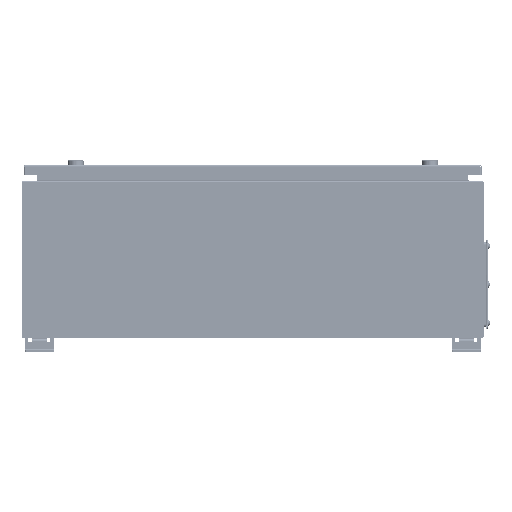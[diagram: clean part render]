
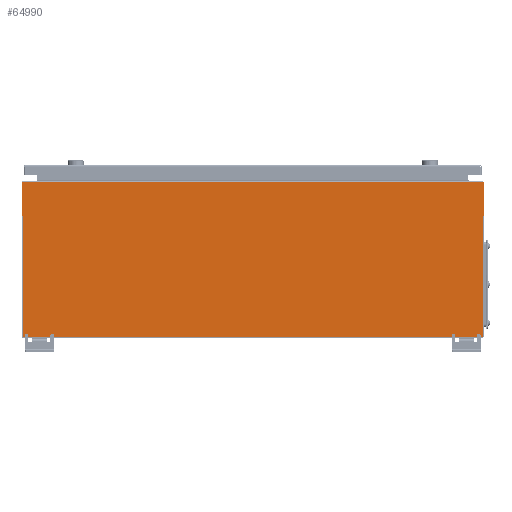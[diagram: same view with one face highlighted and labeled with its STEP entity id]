
A CAD part, left-side view. The second image highlights one B-rep face of the part: STEP entity #64990.
In plain terms, the highlighted planar face has unit normal (-1, 0, 0).
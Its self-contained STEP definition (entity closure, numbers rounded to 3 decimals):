
#197 = DIRECTION ( 'NONE',  ( 0., 1., 0. ) ) ;
#1555 = ORIENTED_EDGE ( 'NONE', *, *, #31429, .F. ) ;
#2869 = VERTEX_POINT ( 'NONE', #17073 ) ;
#4063 = DIRECTION ( 'NONE',  ( 0., 0., 1. ) ) ;
#4103 = EDGE_CURVE ( 'NONE', #65323, #52846, #71036, .T. ) ;
#4134 = CARTESIAN_POINT ( 'NONE',  ( -1.5, -400., -133.5 ) ) ;
#5242 = DIRECTION ( 'NONE',  ( 0., 0., 1. ) ) ;
#5334 = CARTESIAN_POINT ( 'NONE',  ( -1.5, 400., 133.5 ) ) ;
#5968 = ORIENTED_EDGE ( 'NONE', *, *, #57866, .F. ) ;
#7120 = LINE ( 'NONE', #60043, #52257 ) ;
#9138 = FACE_OUTER_BOUND ( 'NONE', #35174, .T. ) ;
#10385 = VECTOR ( 'NONE', #197, 1000. ) ;
#11611 = DIRECTION ( 'NONE',  ( 0., 0., 1. ) ) ;
#16150 = CARTESIAN_POINT ( 'NONE',  ( -1.5, 0., 0. ) ) ;
#17073 = CARTESIAN_POINT ( 'NONE',  ( -1.5, 397., -136.5 ) ) ;
#17360 = CARTESIAN_POINT ( 'NONE',  ( -1.5, -397., -136.5 ) ) ;
#17384 = CARTESIAN_POINT ( 'NONE',  ( -1.5, -400., 133.5 ) ) ;
#19989 = EDGE_CURVE ( 'NONE', #25129, #54586, #56544, .T. ) ;
#22415 = ORIENTED_EDGE ( 'NONE', *, *, #19989, .T. ) ;
#22765 = AXIS2_PLACEMENT_3D ( 'NONE', #38923, #33843, #4063 ) ;
#25129 = VERTEX_POINT ( 'NONE', #17360 ) ;
#26381 = CIRCLE ( 'NONE', #58884, 3. ) ;
#27974 = ORIENTED_EDGE ( 'NONE', *, *, #37551, .T. ) ;
#28769 = LINE ( 'NONE', #46778, #62612 ) ;
#31429 = EDGE_CURVE ( 'NONE', #25129, #2869, #28769, .T. ) ;
#32895 = ORIENTED_EDGE ( 'NONE', *, *, #4103, .T. ) ;
#33843 = DIRECTION ( 'NONE',  ( -1., 0., 0. ) ) ;
#34201 = DIRECTION ( 'NONE',  ( 0., 0., 1. ) ) ;
#34257 = VECTOR ( 'NONE', #11611, 1000. ) ;
#35174 = EDGE_LOOP ( 'NONE', ( #1555, #22415, #36487, #32895, #5968, #27974 ) ) ;
#35414 = DIRECTION ( 'NONE',  ( -1., 0., 0. ) ) ;
#36487 = ORIENTED_EDGE ( 'NONE', *, *, #46055, .F. ) ;
#37551 = EDGE_CURVE ( 'NONE', #58070, #2869, #26381, .T. ) ;
#38923 = CARTESIAN_POINT ( 'NONE',  ( -1.5, -397., -133.5 ) ) ;
#42051 = CARTESIAN_POINT ( 'NONE',  ( -1.5, 397., -133.5 ) ) ;
#46055 = EDGE_CURVE ( 'NONE', #65323, #54586, #7120, .T. ) ;
#46778 = CARTESIAN_POINT ( 'NONE',  ( -1.5, -400., -136.5 ) ) ;
#51110 = AXIS2_PLACEMENT_3D ( 'NONE', #16150, #51370, #34201 ) ;
#51370 = DIRECTION ( 'NONE',  ( -1., 0., 0. ) ) ;
#52257 = VECTOR ( 'NONE', #54889, 1000. ) ;
#52576 = DIRECTION ( 'NONE',  ( 0., 1., 0. ) ) ;
#52592 = CARTESIAN_POINT ( 'NONE',  ( -1.5, 400., -133.5 ) ) ;
#52800 = CARTESIAN_POINT ( 'NONE',  ( -1.5, -400., 133.5 ) ) ;
#52846 = VERTEX_POINT ( 'NONE', #5334 ) ;
#54586 = VERTEX_POINT ( 'NONE', #4134 ) ;
#54889 = DIRECTION ( 'NONE',  ( 0., 0., -1. ) ) ;
#56544 = CIRCLE ( 'NONE', #22765, 3. ) ;
#57585 = CARTESIAN_POINT ( 'NONE',  ( -1.5, 400., 136.5 ) ) ;
#57866 = EDGE_CURVE ( 'NONE', #58070, #52846, #65285, .T. ) ;
#58070 = VERTEX_POINT ( 'NONE', #52592 ) ;
#58884 = AXIS2_PLACEMENT_3D ( 'NONE', #42051, #35414, #5242 ) ;
#60043 = CARTESIAN_POINT ( 'NONE',  ( -1.5, -400., 136.5 ) ) ;
#62612 = VECTOR ( 'NONE', #52576, 1000. ) ;
#64990 = ADVANCED_FACE ( 'NONE', ( #9138 ), #68668, .T. ) ;
#65285 = LINE ( 'NONE', #57585, #34257 ) ;
#65323 = VERTEX_POINT ( 'NONE', #52800 ) ;
#68668 = PLANE ( 'NONE',  #51110 ) ;
#71036 = LINE ( 'NONE', #17384, #10385 ) ;
